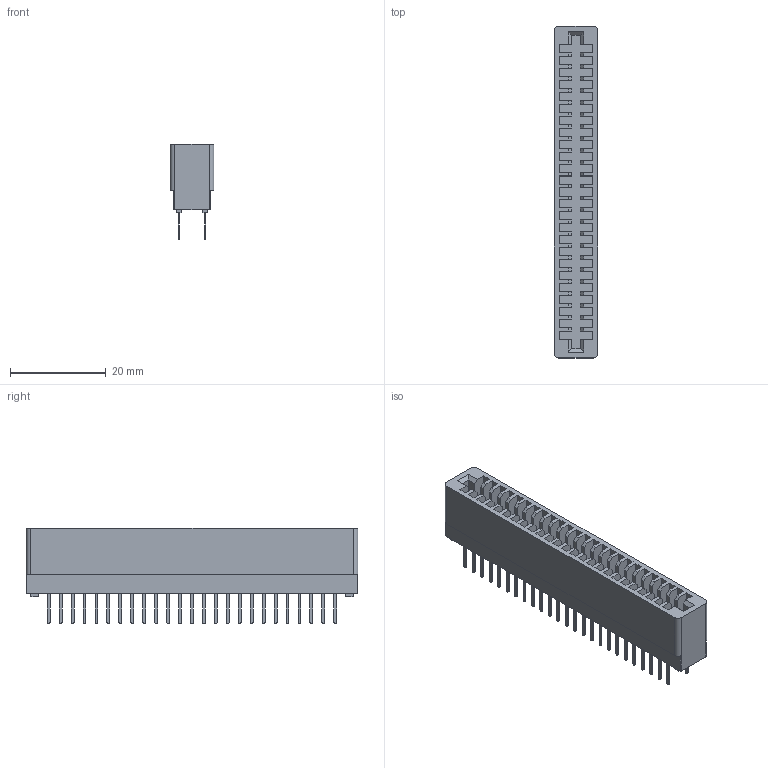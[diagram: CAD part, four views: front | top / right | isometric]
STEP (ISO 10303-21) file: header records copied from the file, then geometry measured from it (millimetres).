
FILE_DESCRIPTION(/* description */ ('STEP AP214'),/* implementation_level */ '2;1');
FILE_NAME(/* name */ '95285cf4-a45f-4f2e-b186-4e18de7761d0',/* time_stamp */ '2023-02-28T16:07:58+00:00',/* author */ (''),/* organization */ (''),/* preprocessor_version */ 'ST-DEVELOPER v18.102',/* originating_system */ ' ',/* authorisation */ ' ');
FILE_SCHEMA (('AUTOMOTIVE_DESIGN {1 0 10303 214 3 1 1}'));
Length unit declared in the file: metre
Products named in the file (1): N64 Cartridge Slot
Bounding box: 9.2 x 69.5 x 19.9 mm (x, y, z)
Volume: 5595.5 mm3; surface area: 7086.3 mm2
Topology: 1 solids, 1 shells, 543 faces, 1454 edges, 968 vertices
Faces by surface type: plane 489, cylinder 54
Entity records: 18469 total; most frequent: CARTESIAN_POINT 2966, ORIENTED_EDGE 2908, DIRECTION 2654, EDGE_CURVE 1454, LINE 1342, VECTOR 1342, VERTEX_POINT 968, AXIS2_PLACEMENT_3D 656
